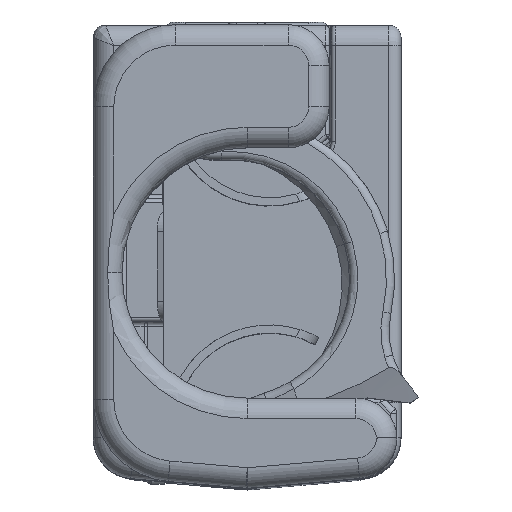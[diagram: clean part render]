
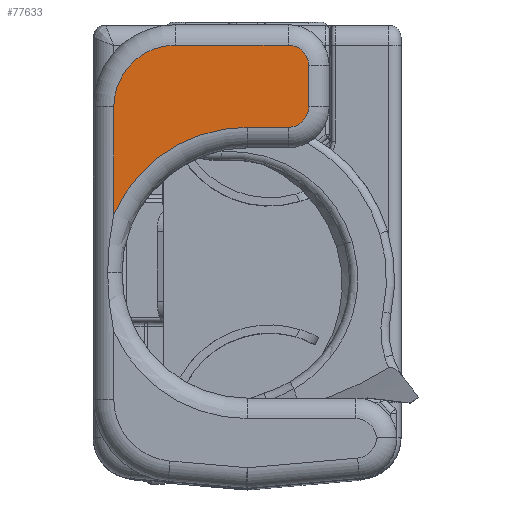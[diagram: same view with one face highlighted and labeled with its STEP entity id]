
A CAD part, top view. The second image highlights one B-rep face of the part: STEP entity #77633.
In plain terms, the highlighted planar face has unit normal (0, 0, 1).
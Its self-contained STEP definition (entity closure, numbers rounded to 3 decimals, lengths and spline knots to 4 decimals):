
#72031=AXIS2_PLACEMENT_3D('Circle Axis2P3D',#72029,#72030,$) ;
#77588=AXIS2_PLACEMENT_3D('Plane Axis2P3D',#77585,#77586,#77587) ;
#77592=AXIS2_PLACEMENT_3D('Circle Axis2P3D',#77590,#77591,$) ;
#77606=AXIS2_PLACEMENT_3D('Circle Axis2P3D',#77604,#77605,$) ;
#77620=AXIS2_PLACEMENT_3D('Circle Axis2P3D',#77618,#77619,$) ;
#72026=CARTESIAN_POINT('Vertex',(3.75,8.7996,32.85)) ;
#72029=CARTESIAN_POINT('Axis2P3D Location',(3.75,5.2496,32.85)) ;
#72033=CARTESIAN_POINT('Vertex',(0.5,6.6779,32.85)) ;
#73628=CARTESIAN_POINT('Line Origine',(0.5,5.2496,32.85)) ;
#73632=CARTESIAN_POINT('Vertex',(0.5,9.2996,32.85)) ;
#77570=CARTESIAN_POINT('Vertex',(4.75,8.7996,32.85)) ;
#77573=CARTESIAN_POINT('Line Origine',(3.75,8.7996,32.85)) ;
#77585=CARTESIAN_POINT('Axis2P3D Location',(3.75,5.2496,32.85)) ;
#77590=CARTESIAN_POINT('Axis2P3D Location',(4.75,9.2996,32.85)) ;
#77594=CARTESIAN_POINT('Vertex',(5.25,9.2996,32.85)) ;
#77597=CARTESIAN_POINT('Line Origine',(5.25,9.7996,32.85)) ;
#77601=CARTESIAN_POINT('Vertex',(5.25,10.2996,32.85)) ;
#77604=CARTESIAN_POINT('Axis2P3D Location',(4.75,10.2996,32.85)) ;
#77608=CARTESIAN_POINT('Vertex',(4.75,10.7996,32.85)) ;
#77611=CARTESIAN_POINT('Line Origine',(3.375,10.7996,32.85)) ;
#77615=CARTESIAN_POINT('Vertex',(2.,10.7996,32.85)) ;
#77618=CARTESIAN_POINT('Axis2P3D Location',(2.,9.2996,32.85)) ;
#72030=DIRECTION('Axis2P3D Direction',(0.,0.,1.)) ;
#73629=DIRECTION('Vector Direction',(0.,-1.,0.)) ;
#77574=DIRECTION('Vector Direction',(-1.,0.,0.)) ;
#77586=DIRECTION('Axis2P3D Direction',(0.,0.,1.)) ;
#77587=DIRECTION('Axis2P3D XDirection',(1.,0.,0.)) ;
#77591=DIRECTION('Axis2P3D Direction',(0.,0.,1.)) ;
#77598=DIRECTION('Vector Direction',(0.,1.,0.)) ;
#77605=DIRECTION('Axis2P3D Direction',(0.,0.,1.)) ;
#77612=DIRECTION('Vector Direction',(-1.,0.,0.)) ;
#77619=DIRECTION('Axis2P3D Direction',(0.,0.,1.)) ;
#73630=VECTOR('Line Direction',#73629,1.) ;
#77575=VECTOR('Line Direction',#77574,1.) ;
#77599=VECTOR('Line Direction',#77598,1.) ;
#77613=VECTOR('Line Direction',#77612,1.) ;
#77624=ORIENTED_EDGE('',*,*,#77577,.T.) ;
#77625=ORIENTED_EDGE('',*,*,#77596,.T.) ;
#77626=ORIENTED_EDGE('',*,*,#77603,.T.) ;
#77627=ORIENTED_EDGE('',*,*,#77610,.T.) ;
#77628=ORIENTED_EDGE('',*,*,#77617,.T.) ;
#77629=ORIENTED_EDGE('',*,*,#77622,.T.) ;
#77630=ORIENTED_EDGE('',*,*,#73634,.T.) ;
#77631=ORIENTED_EDGE('',*,*,#72035,.T.) ;
#77633=ADVANCED_FACE('NAUO2\\NAUO3\\Verrundung109',(#77632),#77589,.T.) ;
#72032=CIRCLE('generated circle',#72031,3.55) ;
#77593=CIRCLE('generated circle',#77592,0.5) ;
#77607=CIRCLE('generated circle',#77606,0.5) ;
#77621=CIRCLE('generated circle',#77620,1.5) ;
#72035=EDGE_CURVE('',#72034,#72027,#72032,.F.) ;
#73634=EDGE_CURVE('',#73633,#72034,#73631,.T.) ;
#77577=EDGE_CURVE('',#72027,#77571,#77576,.F.) ;
#77596=EDGE_CURVE('',#77571,#77595,#77593,.T.) ;
#77603=EDGE_CURVE('',#77595,#77602,#77600,.T.) ;
#77610=EDGE_CURVE('',#77602,#77609,#77607,.T.) ;
#77617=EDGE_CURVE('',#77609,#77616,#77614,.T.) ;
#77622=EDGE_CURVE('',#77616,#73633,#77621,.T.) ;
#77623=EDGE_LOOP('',(#77624,#77625,#77626,#77627,#77628,#77629,#77630,#77631)) ;
#77632=FACE_OUTER_BOUND('',#77623,.T.) ;
#73631=LINE('Line',#73628,#73630) ;
#77576=LINE('Line',#77573,#77575) ;
#77600=LINE('Line',#77597,#77599) ;
#77614=LINE('Line',#77611,#77613) ;
#77589=PLANE('',#77588) ;
#72027=VERTEX_POINT('',#72026) ;
#72034=VERTEX_POINT('',#72033) ;
#73633=VERTEX_POINT('',#73632) ;
#77571=VERTEX_POINT('',#77570) ;
#77595=VERTEX_POINT('',#77594) ;
#77602=VERTEX_POINT('',#77601) ;
#77609=VERTEX_POINT('',#77608) ;
#77616=VERTEX_POINT('',#77615) ;
